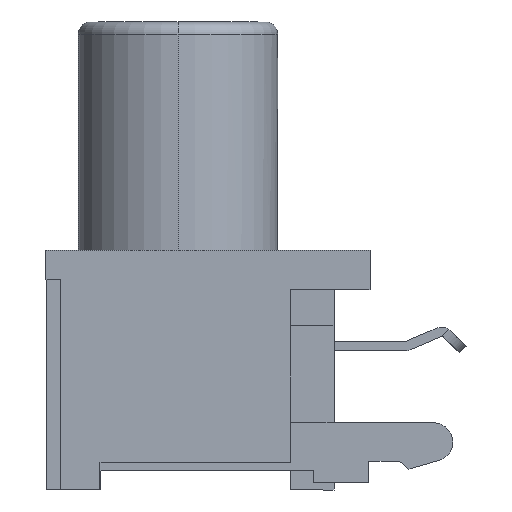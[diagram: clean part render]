
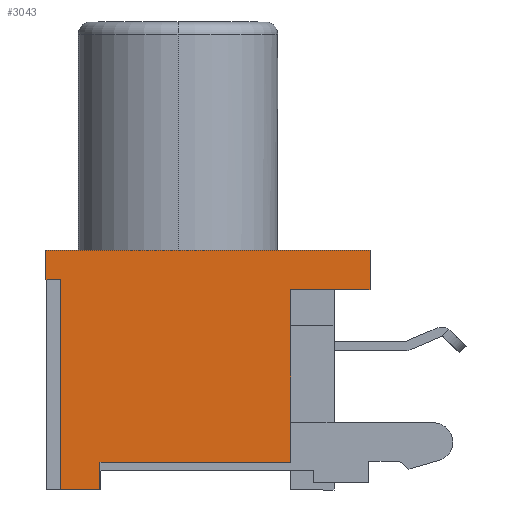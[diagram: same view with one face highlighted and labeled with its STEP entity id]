
A CAD part, left-side view. The second image highlights one B-rep face of the part: STEP entity #3043.
In plain terms, the highlighted planar face has unit normal (-1, 0, 0).
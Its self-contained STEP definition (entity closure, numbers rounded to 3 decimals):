
#2 = CARTESIAN_POINT ( 'NONE',  ( -12.5, 12., -19.5 ) ) ;
#110 = DIRECTION ( 'NONE',  ( 0., 0., -1. ) ) ;
#136 = VECTOR ( 'NONE', #2831, 1000. ) ;
#213 = CARTESIAN_POINT ( 'NONE',  ( -12.5, 12., -9.5 ) ) ;
#271 = CARTESIAN_POINT ( 'NONE',  ( -12.5, 1.8, -11.15 ) ) ;
#287 = DIRECTION ( 'NONE',  ( 0., -1., 0. ) ) ;
#320 = EDGE_CURVE ( 'NONE', #6995, #5529, #7972, .T. ) ;
#410 = CARTESIAN_POINT ( 'NONE',  ( -12.5, 9.75, -18.35 ) ) ;
#553 = ORIENTED_EDGE ( 'NONE', *, *, #6170, .F. ) ;
#623 = LINE ( 'NONE', #687, #6963 ) ;
#687 = CARTESIAN_POINT ( 'NONE',  ( -12.5, 9.75, -19.5 ) ) ;
#772 = VECTOR ( 'NONE', #5574, 1000. ) ;
#818 = ORIENTED_EDGE ( 'NONE', *, *, #2982, .F. ) ;
#1015 = EDGE_CURVE ( 'NONE', #5529, #2483, #1938, .T. ) ;
#1322 = DIRECTION ( 'NONE',  ( 0., 1., 0. ) ) ;
#1354 = AXIS2_PLACEMENT_3D ( 'NONE', #5795, #8464, #7078 ) ;
#1386 = CARTESIAN_POINT ( 'NONE',  ( -12.5, 12., -9.5 ) ) ;
#1520 = CARTESIAN_POINT ( 'NONE',  ( -12.5, -1.5, -11.15 ) ) ;
#1931 = EDGE_CURVE ( 'NONE', #7570, #7596, #623, .T. ) ;
#1938 = LINE ( 'NONE', #2495, #7537 ) ;
#1960 = ORIENTED_EDGE ( 'NONE', *, *, #4568, .F. ) ;
#2209 = CARTESIAN_POINT ( 'NONE',  ( -12.5, 12., -10.75 ) ) ;
#2227 = VECTOR ( 'NONE', #1322, 1000. ) ;
#2306 = CARTESIAN_POINT ( 'NONE',  ( -12.5, 0., -9.5 ) ) ;
#2312 = PLANE ( 'NONE',  #1354 ) ;
#2483 = VERTEX_POINT ( 'NONE', #2209 ) ;
#2495 = CARTESIAN_POINT ( 'NONE',  ( -12.5, 11.4, -10.75 ) ) ;
#2656 = DIRECTION ( 'NONE',  ( 0., 0., -1. ) ) ;
#2662 = ORIENTED_EDGE ( 'NONE', *, *, #320, .F. ) ;
#2822 = CARTESIAN_POINT ( 'NONE',  ( -12.5, 1.8, -18.35 ) ) ;
#2831 = DIRECTION ( 'NONE',  ( 0., 0., 1. ) ) ;
#2932 = CARTESIAN_POINT ( 'NONE',  ( -12.5, 1.8, -11.15 ) ) ;
#2982 = EDGE_CURVE ( 'NONE', #7596, #6995, #8752, .T. ) ;
#2990 = VECTOR ( 'NONE', #8183, 1000. ) ;
#3043 = ADVANCED_FACE ( 'NONE', ( #7908 ), #2312, .T. ) ;
#3430 = VERTEX_POINT ( 'NONE', #2822 ) ;
#3636 = VECTOR ( 'NONE', #287, 1000. ) ;
#3833 = CARTESIAN_POINT ( 'NONE',  ( -12.5, 9.75, -19.5 ) ) ;
#3868 = CARTESIAN_POINT ( 'NONE',  ( -12.5, 1.8, -18.35 ) ) ;
#3991 = VERTEX_POINT ( 'NONE', #1386 ) ;
#4120 = CARTESIAN_POINT ( 'NONE',  ( -12.5, 9.75, -18.35 ) ) ;
#4527 = ORIENTED_EDGE ( 'NONE', *, *, #1015, .F. ) ;
#4568 = EDGE_CURVE ( 'NONE', #3430, #7570, #6972, .T. ) ;
#4767 = VECTOR ( 'NONE', #7579, 1000. ) ;
#4945 = CARTESIAN_POINT ( 'NONE',  ( -12.5, 11.4, -10.75 ) ) ;
#5142 = VECTOR ( 'NONE', #2656, 1000. ) ;
#5226 = LINE ( 'NONE', #2306, #3636 ) ;
#5267 = VERTEX_POINT ( 'NONE', #271 ) ;
#5317 = EDGE_CURVE ( 'NONE', #7197, #8557, #7337, .T. ) ;
#5321 = LINE ( 'NONE', #2932, #2990 ) ;
#5356 = LINE ( 'NONE', #3868, #6305 ) ;
#5521 = EDGE_CURVE ( 'NONE', #2483, #3991, #6296, .T. ) ;
#5529 = VERTEX_POINT ( 'NONE', #4945 ) ;
#5574 = DIRECTION ( 'NONE',  ( 0., 0., 1. ) ) ;
#5795 = CARTESIAN_POINT ( 'NONE',  ( -12.5, 5.25, 0. ) ) ;
#5824 = ORIENTED_EDGE ( 'NONE', *, *, #7565, .F. ) ;
#6068 = CARTESIAN_POINT ( 'NONE',  ( -12.5, -1.5, -9.5 ) ) ;
#6170 = EDGE_CURVE ( 'NONE', #3991, #7197, #5226, .T. ) ;
#6196 = ORIENTED_EDGE ( 'NONE', *, *, #5317, .F. ) ;
#6296 = LINE ( 'NONE', #213, #772 ) ;
#6305 = VECTOR ( 'NONE', #8604, 1000. ) ;
#6338 = ORIENTED_EDGE ( 'NONE', *, *, #1931, .F. ) ;
#6688 = EDGE_CURVE ( 'NONE', #8557, #5267, #5321, .T. ) ;
#6806 = EDGE_LOOP ( 'NONE', ( #1960, #5824, #7966, #6196, #553, #7944, #4527, #2662, #818, #6338 ) ) ;
#6963 = VECTOR ( 'NONE', #110, 1000. ) ;
#6972 = LINE ( 'NONE', #4120, #2227 ) ;
#6995 = VERTEX_POINT ( 'NONE', #8615 ) ;
#7078 = DIRECTION ( 'NONE',  ( 0., 0., 1. ) ) ;
#7197 = VERTEX_POINT ( 'NONE', #8199 ) ;
#7337 = LINE ( 'NONE', #6068, #5142 ) ;
#7537 = VECTOR ( 'NONE', #8578, 1000. ) ;
#7565 = EDGE_CURVE ( 'NONE', #5267, #3430, #5356, .T. ) ;
#7570 = VERTEX_POINT ( 'NONE', #410 ) ;
#7579 = DIRECTION ( 'NONE',  ( 0., 1., 0. ) ) ;
#7596 = VERTEX_POINT ( 'NONE', #3833 ) ;
#7908 = FACE_OUTER_BOUND ( 'NONE', #6806, .T. ) ;
#7944 = ORIENTED_EDGE ( 'NONE', *, *, #5521, .F. ) ;
#7966 = ORIENTED_EDGE ( 'NONE', *, *, #6688, .F. ) ;
#7972 = LINE ( 'NONE', #8255, #136 ) ;
#8183 = DIRECTION ( 'NONE',  ( 0., 1., 0. ) ) ;
#8199 = CARTESIAN_POINT ( 'NONE',  ( -12.5, -1.5, -9.5 ) ) ;
#8255 = CARTESIAN_POINT ( 'NONE',  ( -12.5, 11.4, -19.5 ) ) ;
#8464 = DIRECTION ( 'NONE',  ( -1., 0., 0. ) ) ;
#8557 = VERTEX_POINT ( 'NONE', #1520 ) ;
#8578 = DIRECTION ( 'NONE',  ( 0., 1., 0. ) ) ;
#8604 = DIRECTION ( 'NONE',  ( 0., 0., -1. ) ) ;
#8615 = CARTESIAN_POINT ( 'NONE',  ( -12.5, 11.4, -19.5 ) ) ;
#8752 = LINE ( 'NONE', #2, #4767 ) ;
